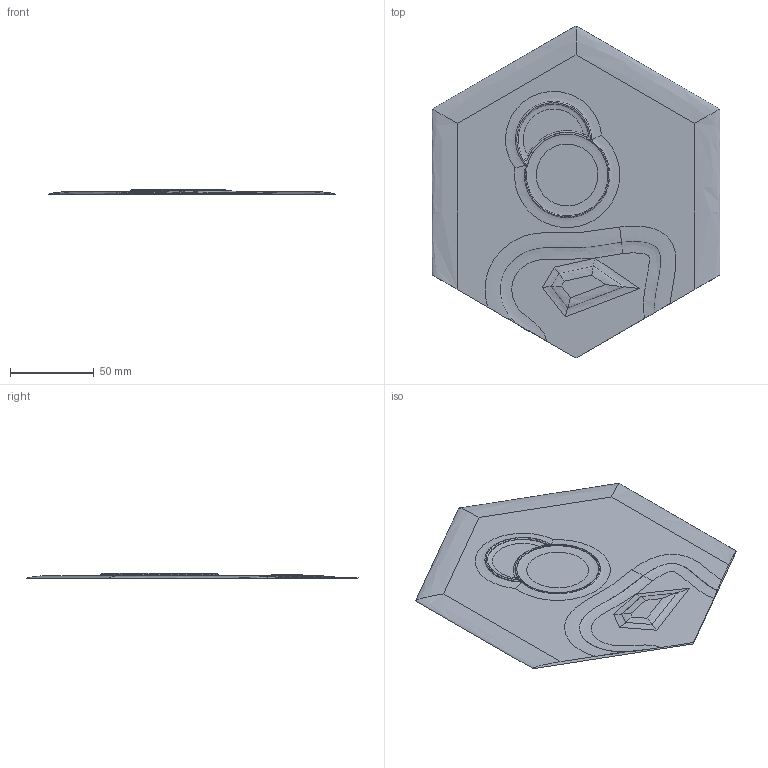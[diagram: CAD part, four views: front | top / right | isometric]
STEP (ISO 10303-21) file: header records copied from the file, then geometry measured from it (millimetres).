
FILE_DESCRIPTION(('STEP AP214'), '1');
FILE_NAME('1.4', '', ('UNSPECIFIED'), ('UNSPECIFIED'), 'C3D Converter', 'C3D Toolkit', '');
FILE_SCHEMA(('AUTOMOTIVE_DESIGN { 1 0 10303 214 3 1 1}'));
Length unit declared in the file: millimetre
Bounding box: 172 x 198.61 x 3.5 mm (x, y, z)
Surface area: 51799.5 mm2 (no closed solid volume)
Topology: 0 solids, 1 shells, 59 faces, 155 edges, 106 vertices
Faces by surface type: bspline 34, plane 13, cylinder 12
Full cylindrical faces by diameter (mm): 5 x6, 49 x1
Entity records: 8938 total; most frequent: CARTESIAN_POINT 7268, ORIENTED_EDGE 254, EDGE_CURVE 147, DIRECTION 146, VERTEX_POINT 106, B_SPLINE_CURVE_WITH_KNOTS 79, EDGE_LOOP 75, COLOUR_RGB 60
